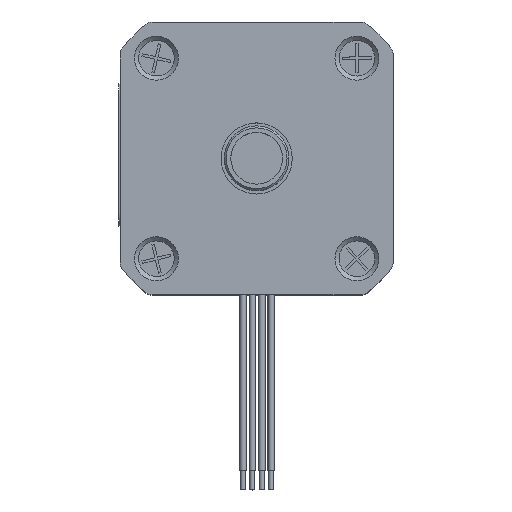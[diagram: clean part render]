
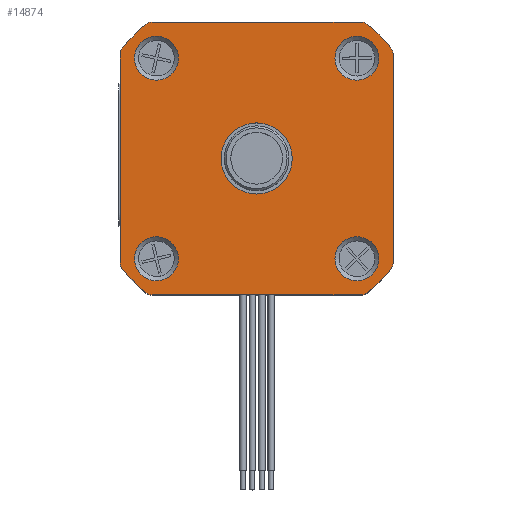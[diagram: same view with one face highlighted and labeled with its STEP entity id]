
A CAD part, top view. The second image highlights one B-rep face of the part: STEP entity #14874.
In plain terms, the highlighted face is planar.
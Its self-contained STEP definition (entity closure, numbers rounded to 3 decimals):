
#298=LINE('',#22751,#1589);
#299=LINE('',#22759,#1590);
#300=LINE('',#22767,#1591);
#301=LINE('',#22775,#1592);
#1589=VECTOR('',#17885,32.311);
#1590=VECTOR('',#17892,32.311);
#1591=VECTOR('',#17899,32.311);
#1592=VECTOR('',#17906,32.311);
#3233=FACE_BOUND('',#4339,.T.);
#3234=FACE_BOUND('',#4340,.T.);
#3235=FACE_BOUND('',#4341,.T.);
#3236=FACE_BOUND('',#4342,.T.);
#3237=FACE_BOUND('',#4343,.T.);
#3423=FACE_OUTER_BOUND('',#4338,.T.);
#4338=EDGE_LOOP('',(#10075,#10076,#10077,#10078,#10079,#10080,#10081,#10082,
#10083,#10084,#10085,#10086,#10087,#10088,#10089,#10090));
#4339=EDGE_LOOP('',(#10091));
#4340=EDGE_LOOP('',(#10092));
#4341=EDGE_LOOP('',(#10093));
#4342=EDGE_LOOP('',(#10094));
#4343=EDGE_LOOP('',(#10095));
#5320=CIRCLE('',#15827,5.5);
#5343=CIRCLE('',#15855,26.9);
#5344=CIRCLE('',#15856,1.5);
#5345=CIRCLE('',#15857,1.5);
#5346=CIRCLE('',#15858,26.9);
#5347=CIRCLE('',#15859,1.5);
#5348=CIRCLE('',#15860,1.5);
#5349=CIRCLE('',#15861,26.9);
#5350=CIRCLE('',#15862,1.5);
#5351=CIRCLE('',#15863,1.5);
#5352=CIRCLE('',#15864,26.9);
#5353=CIRCLE('',#15865,1.5);
#5354=CIRCLE('',#15866,1.5);
#5355=CIRCLE('',#15867,3.4);
#5356=CIRCLE('',#15868,3.4);
#5357=CIRCLE('',#15869,3.4);
#5358=CIRCLE('',#15870,3.4);
#6216=VERTEX_POINT('',#22662);
#6255=VERTEX_POINT('',#22745);
#6256=VERTEX_POINT('',#22746);
#6257=VERTEX_POINT('',#22748);
#6258=VERTEX_POINT('',#22750);
#6259=VERTEX_POINT('',#22752);
#6260=VERTEX_POINT('',#22754);
#6261=VERTEX_POINT('',#22756);
#6262=VERTEX_POINT('',#22758);
#6263=VERTEX_POINT('',#22760);
#6264=VERTEX_POINT('',#22762);
#6265=VERTEX_POINT('',#22764);
#6266=VERTEX_POINT('',#22766);
#6267=VERTEX_POINT('',#22768);
#6268=VERTEX_POINT('',#22770);
#6269=VERTEX_POINT('',#22772);
#6270=VERTEX_POINT('',#22774);
#6271=VERTEX_POINT('',#22777);
#6272=VERTEX_POINT('',#22779);
#6273=VERTEX_POINT('',#22781);
#6274=VERTEX_POINT('',#22783);
#7725=EDGE_CURVE('',#6216,#6216,#5320,.F.);
#7764=EDGE_CURVE('',#6255,#6256,#5343,.T.);
#7765=EDGE_CURVE('',#6257,#6255,#5344,.T.);
#7766=EDGE_CURVE('',#6258,#6257,#298,.T.);
#7767=EDGE_CURVE('',#6259,#6258,#5345,.T.);
#7768=EDGE_CURVE('',#6260,#6259,#5346,.T.);
#7769=EDGE_CURVE('',#6261,#6260,#5347,.T.);
#7770=EDGE_CURVE('',#6262,#6261,#299,.T.);
#7771=EDGE_CURVE('',#6263,#6262,#5348,.T.);
#7772=EDGE_CURVE('',#6264,#6263,#5349,.T.);
#7773=EDGE_CURVE('',#6265,#6264,#5350,.T.);
#7774=EDGE_CURVE('',#6266,#6265,#300,.T.);
#7775=EDGE_CURVE('',#6267,#6266,#5351,.T.);
#7776=EDGE_CURVE('',#6268,#6267,#5352,.T.);
#7777=EDGE_CURVE('',#6269,#6268,#5353,.T.);
#7778=EDGE_CURVE('',#6270,#6269,#301,.T.);
#7779=EDGE_CURVE('',#6256,#6270,#5354,.T.);
#7780=EDGE_CURVE('',#6271,#6271,#5355,.T.);
#7781=EDGE_CURVE('',#6272,#6272,#5356,.T.);
#7782=EDGE_CURVE('',#6273,#6273,#5357,.T.);
#7783=EDGE_CURVE('',#6274,#6274,#5358,.T.);
#10075=ORIENTED_EDGE('',*,*,#7764,.F.);
#10076=ORIENTED_EDGE('',*,*,#7765,.F.);
#10077=ORIENTED_EDGE('',*,*,#7766,.F.);
#10078=ORIENTED_EDGE('',*,*,#7767,.F.);
#10079=ORIENTED_EDGE('',*,*,#7768,.F.);
#10080=ORIENTED_EDGE('',*,*,#7769,.F.);
#10081=ORIENTED_EDGE('',*,*,#7770,.F.);
#10082=ORIENTED_EDGE('',*,*,#7771,.F.);
#10083=ORIENTED_EDGE('',*,*,#7772,.F.);
#10084=ORIENTED_EDGE('',*,*,#7773,.F.);
#10085=ORIENTED_EDGE('',*,*,#7774,.F.);
#10086=ORIENTED_EDGE('',*,*,#7775,.F.);
#10087=ORIENTED_EDGE('',*,*,#7776,.F.);
#10088=ORIENTED_EDGE('',*,*,#7777,.F.);
#10089=ORIENTED_EDGE('',*,*,#7778,.F.);
#10090=ORIENTED_EDGE('',*,*,#7779,.F.);
#10091=ORIENTED_EDGE('',*,*,#7725,.T.);
#10092=ORIENTED_EDGE('',*,*,#7780,.T.);
#10093=ORIENTED_EDGE('',*,*,#7781,.T.);
#10094=ORIENTED_EDGE('',*,*,#7782,.T.);
#10095=ORIENTED_EDGE('',*,*,#7783,.T.);
#14237=PLANE('',#15854);
#14874=ADVANCED_FACE('',(#3423,#3233,#3234,#3235,#3236,#3237),#14237,.F.);
#15827=AXIS2_PLACEMENT_3D('',#22663,#17809,#17810);
#15854=AXIS2_PLACEMENT_3D('',#22744,#17879,#17880);
#15855=AXIS2_PLACEMENT_3D('',#22747,#17881,#17882);
#15856=AXIS2_PLACEMENT_3D('',#22749,#17883,#17884);
#15857=AXIS2_PLACEMENT_3D('',#22753,#17886,#17887);
#15858=AXIS2_PLACEMENT_3D('',#22755,#17888,#17889);
#15859=AXIS2_PLACEMENT_3D('',#22757,#17890,#17891);
#15860=AXIS2_PLACEMENT_3D('',#22761,#17893,#17894);
#15861=AXIS2_PLACEMENT_3D('',#22763,#17895,#17896);
#15862=AXIS2_PLACEMENT_3D('',#22765,#17897,#17898);
#15863=AXIS2_PLACEMENT_3D('',#22769,#17900,#17901);
#15864=AXIS2_PLACEMENT_3D('',#22771,#17902,#17903);
#15865=AXIS2_PLACEMENT_3D('',#22773,#17904,#17905);
#15866=AXIS2_PLACEMENT_3D('',#22776,#17907,#17908);
#15867=AXIS2_PLACEMENT_3D('',#22778,#17909,#17910);
#15868=AXIS2_PLACEMENT_3D('',#22780,#17911,#17912);
#15869=AXIS2_PLACEMENT_3D('',#22782,#17913,#17914);
#15870=AXIS2_PLACEMENT_3D('',#22784,#17915,#17916);
#17809=DIRECTION('center_axis',(0.,0.,-1.));
#17810=DIRECTION('ref_axis',(-1.,0.,0.));
#17879=DIRECTION('center_axis',(0.,0.,1.));
#17880=DIRECTION('ref_axis',(1.,0.,0.));
#17881=DIRECTION('center_axis',(0.,0.,1.));
#17882=DIRECTION('ref_axis',(1.,0.,0.));
#17883=DIRECTION('center_axis',(0.,0.,1.));
#17884=DIRECTION('ref_axis',(-1.,0.,0.));
#17885=DIRECTION('',(0.,-1.,0.));
#17886=DIRECTION('center_axis',(0.,0.,1.));
#17887=DIRECTION('ref_axis',(-1.,0.,0.));
#17888=DIRECTION('center_axis',(0.,0.,1.));
#17889=DIRECTION('ref_axis',(1.,0.,0.));
#17890=DIRECTION('center_axis',(0.,0.,1.));
#17891=DIRECTION('ref_axis',(-1.,0.,0.));
#17892=DIRECTION('',(-1.,0.,0.));
#17893=DIRECTION('center_axis',(0.,0.,1.));
#17894=DIRECTION('ref_axis',(-1.,0.,0.));
#17895=DIRECTION('center_axis',(0.,0.,1.));
#17896=DIRECTION('ref_axis',(1.,0.,0.));
#17897=DIRECTION('center_axis',(0.,0.,1.));
#17898=DIRECTION('ref_axis',(-1.,0.,0.));
#17899=DIRECTION('',(0.,1.,0.));
#17900=DIRECTION('center_axis',(0.,0.,1.));
#17901=DIRECTION('ref_axis',(-1.,0.,0.));
#17902=DIRECTION('center_axis',(0.,0.,1.));
#17903=DIRECTION('ref_axis',(1.,0.,0.));
#17904=DIRECTION('center_axis',(0.,0.,1.));
#17905=DIRECTION('ref_axis',(-1.,0.,0.));
#17906=DIRECTION('',(1.,0.,0.));
#17907=DIRECTION('center_axis',(0.,0.,1.));
#17908=DIRECTION('ref_axis',(1.,0.,0.));
#17909=DIRECTION('center_axis',(0.,0.,1.));
#17910=DIRECTION('ref_axis',(1.,0.,0.));
#17911=DIRECTION('center_axis',(0.,0.,1.));
#17912=DIRECTION('ref_axis',(1.,0.,0.));
#17913=DIRECTION('center_axis',(0.,0.,1.));
#17914=DIRECTION('ref_axis',(1.,0.,0.));
#17915=DIRECTION('center_axis',(0.,0.,1.));
#17916=DIRECTION('ref_axis',(1.,0.,0.));
#22662=CARTESIAN_POINT('',(-5.5,0.,1.8));
#22663=CARTESIAN_POINT('Origin',(0.,0.,1.8));
#22744=CARTESIAN_POINT('Origin',(0.,0.,1.8));
#22745=CARTESIAN_POINT('',(-20.757,-17.11,1.8));
#22746=CARTESIAN_POINT('',(-17.11,-20.757,1.8));
#22747=CARTESIAN_POINT('Origin',(0.,0.,1.8));
#22748=CARTESIAN_POINT('',(-21.1,-16.155,1.8));
#22749=CARTESIAN_POINT('Origin',(-19.6,-16.155,1.8));
#22750=CARTESIAN_POINT('',(-21.1,16.155,1.8));
#22751=CARTESIAN_POINT('',(-21.1,16.155,1.8));
#22752=CARTESIAN_POINT('',(-20.757,17.11,1.8));
#22753=CARTESIAN_POINT('Origin',(-19.6,16.155,1.8));
#22754=CARTESIAN_POINT('',(-17.11,20.757,1.8));
#22755=CARTESIAN_POINT('Origin',(0.,0.,1.8));
#22756=CARTESIAN_POINT('',(-16.155,21.1,1.8));
#22757=CARTESIAN_POINT('Origin',(-16.155,19.6,1.8));
#22758=CARTESIAN_POINT('',(16.155,21.1,1.8));
#22759=CARTESIAN_POINT('',(16.155,21.1,1.8));
#22760=CARTESIAN_POINT('',(17.11,20.757,1.8));
#22761=CARTESIAN_POINT('Origin',(16.155,19.6,1.8));
#22762=CARTESIAN_POINT('',(20.757,17.11,1.8));
#22763=CARTESIAN_POINT('Origin',(0.,0.,1.8));
#22764=CARTESIAN_POINT('',(21.1,16.155,1.8));
#22765=CARTESIAN_POINT('Origin',(19.6,16.155,1.8));
#22766=CARTESIAN_POINT('',(21.1,-16.155,1.8));
#22767=CARTESIAN_POINT('',(21.1,-16.155,1.8));
#22768=CARTESIAN_POINT('',(20.757,-17.11,1.8));
#22769=CARTESIAN_POINT('Origin',(19.6,-16.155,1.8));
#22770=CARTESIAN_POINT('',(17.11,-20.757,1.8));
#22771=CARTESIAN_POINT('Origin',(0.,0.,1.8));
#22772=CARTESIAN_POINT('',(16.155,-21.1,1.8));
#22773=CARTESIAN_POINT('Origin',(16.155,-19.6,1.8));
#22774=CARTESIAN_POINT('',(-16.155,-21.1,1.8));
#22775=CARTESIAN_POINT('',(-16.155,-21.1,1.8));
#22776=CARTESIAN_POINT('Origin',(-16.155,-19.6,1.8));
#22777=CARTESIAN_POINT('',(18.9,-15.5,1.8));
#22778=CARTESIAN_POINT('Origin',(15.5,-15.5,1.8));
#22779=CARTESIAN_POINT('',(-12.1,-15.5,1.8));
#22780=CARTESIAN_POINT('Origin',(-15.5,-15.5,1.8));
#22781=CARTESIAN_POINT('',(18.9,15.5,1.8));
#22782=CARTESIAN_POINT('Origin',(15.5,15.5,1.8));
#22783=CARTESIAN_POINT('',(-12.1,15.5,1.8));
#22784=CARTESIAN_POINT('Origin',(-15.5,15.5,1.8));
